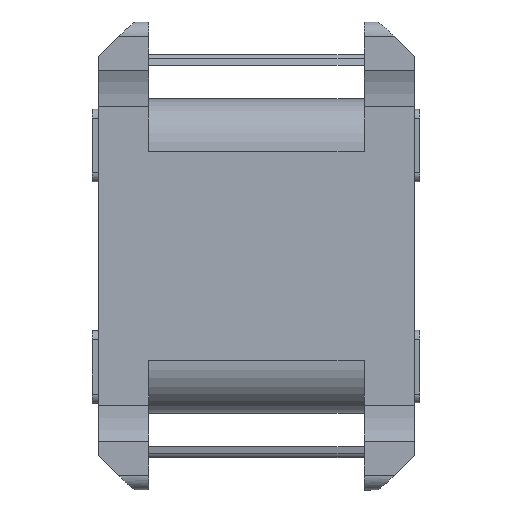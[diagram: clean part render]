
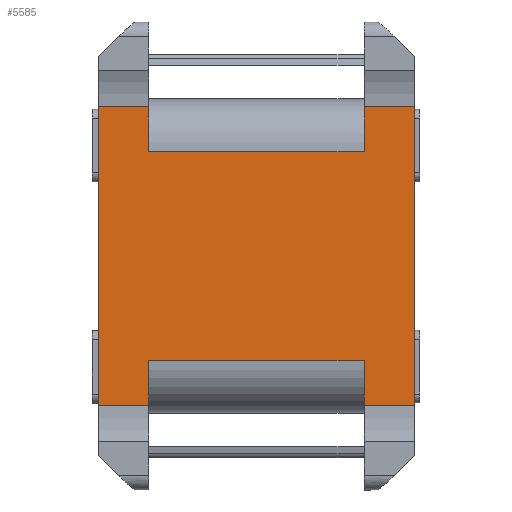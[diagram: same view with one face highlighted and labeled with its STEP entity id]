
A CAD part, top view. The second image highlights one B-rep face of the part: STEP entity #5585.
In plain terms, the highlighted planar face has unit normal (0, 0, 1).
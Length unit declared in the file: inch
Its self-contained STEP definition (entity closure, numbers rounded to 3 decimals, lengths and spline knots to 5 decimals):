
#267 = LINE ( 'NONE', #7394, #7023 ) ;
#395 = VERTEX_POINT ( 'NONE', #6569 ) ;
#543 = VERTEX_POINT ( 'NONE', #6711 ) ;
#581 = CARTESIAN_POINT ( 'NONE',  ( 1.17717, 1.40197, 0.40098 ) ) ;
#634 = ORIENTED_EDGE ( 'NONE', *, *, #6094, .T. ) ;
#677 = VERTEX_POINT ( 'NONE', #5972 ) ;
#695 = ORIENTED_EDGE ( 'NONE', *, *, #2140, .T. ) ;
#745 = VECTOR ( 'NONE', #6727, 39.37008 ) ;
#760 = CARTESIAN_POINT ( 'NONE',  ( 0.15354, 1.65197, 0.40098 ) ) ;
#803 = VERTEX_POINT ( 'NONE', #1591 ) ;
#876 = DIRECTION ( 'NONE',  ( 1., 0., 0. ) ) ;
#969 = VERTEX_POINT ( 'NONE', #6670 ) ;
#1033 = CARTESIAN_POINT ( 'NONE',  ( 1.17717, 0.40748, 0.40098 ) ) ;
#1076 = VERTEX_POINT ( 'NONE', #5297 ) ;
#1174 = DIRECTION ( 'NONE',  ( 1., 0., 0. ) ) ;
#1307 = CARTESIAN_POINT ( 'NONE',  ( -0.08465, 1.80945, 0.40098 ) ) ;
#1431 = LINE ( 'NONE', #6519, #7928 ) ;
#1474 = VERTEX_POINT ( 'NONE', #6391 ) ;
#1591 = CARTESIAN_POINT ( 'NONE',  ( 1.41535, 1.61421, 0.40098 ) ) ;
#1796 = DIRECTION ( 'NONE',  ( -1., 0., 0. ) ) ;
#2012 = VERTEX_POINT ( 'NONE', #3014 ) ;
#2025 = LINE ( 'NONE', #4161, #10139 ) ;
#2131 = DIRECTION ( 'NONE',  ( 0., -1., 0. ) ) ;
#2140 = EDGE_CURVE ( 'NONE', #395, #6894, #3396, .T. ) ;
#2181 = CARTESIAN_POINT ( 'NONE',  ( 1.41535, 1.61421, 0.40098 ) ) ;
#2210 = EDGE_CURVE ( 'NONE', #677, #803, #1431, .T. ) ;
#2444 = CARTESIAN_POINT ( 'NONE',  ( 1.41535, 0.19524, 0.40098 ) ) ;
#2654 = LINE ( 'NONE', #10003, #9142 ) ;
#2797 = ORIENTED_EDGE ( 'NONE', *, *, #4238, .T. ) ;
#2830 = VERTEX_POINT ( 'NONE', #3508 ) ;
#2924 = ORIENTED_EDGE ( 'NONE', *, *, #6760, .F. ) ;
#3014 = CARTESIAN_POINT ( 'NONE',  ( 0.15354, 1.61421, 0.40098 ) ) ;
#3239 = VECTOR ( 'NONE', #6690, 39.37008 ) ;
#3321 = EDGE_CURVE ( 'NONE', #6894, #1076, #9250, .T. ) ;
#3378 = VECTOR ( 'NONE', #9212, 39.37008 ) ;
#3396 = LINE ( 'NONE', #5589, #9278 ) ;
#3447 = ORIENTED_EDGE ( 'NONE', *, *, #3321, .T. ) ;
#3508 = CARTESIAN_POINT ( 'NONE',  ( 0.15354, 1.40197, 0.40098 ) ) ;
#3744 = VERTEX_POINT ( 'NONE', #9070 ) ;
#4161 = CARTESIAN_POINT ( 'NONE',  ( 1.41535, 0.19524, 0.40098 ) ) ;
#4238 = EDGE_CURVE ( 'NONE', #5738, #2830, #267, .T. ) ;
#4440 = DIRECTION ( 'NONE',  ( 0., 1., 0. ) ) ;
#4527 = ORIENTED_EDGE ( 'NONE', *, *, #8189, .T. ) ;
#4678 = VECTOR ( 'NONE', #4440, 39.37008 ) ;
#4789 = AXIS2_PLACEMENT_3D ( 'NONE', #6757, #6682, #1174 ) ;
#4918 = DIRECTION ( 'NONE',  ( 0., 1., 0. ) ) ;
#5049 = LINE ( 'NONE', #8358, #4678 ) ;
#5202 = ORIENTED_EDGE ( 'NONE', *, *, #9337, .T. ) ;
#5297 = CARTESIAN_POINT ( 'NONE',  ( 1.17717, 0.19524, 0.40098 ) ) ;
#5337 = DIRECTION ( 'NONE',  ( 1., 0., 0. ) ) ;
#5467 = LINE ( 'NONE', #2181, #8625 ) ;
#5585 = ADVANCED_FACE ( 'NONE', ( #5886 ), #8286, .T. ) ;
#5589 = CARTESIAN_POINT ( 'NONE',  ( 1.17717, 0.40748, 0.40098 ) ) ;
#5738 = VERTEX_POINT ( 'NONE', #581 ) ;
#5791 = DIRECTION ( 'NONE',  ( 1., 0., 0. ) ) ;
#5886 = FACE_OUTER_BOUND ( 'NONE', #9806, .T. ) ;
#5955 = CARTESIAN_POINT ( 'NONE',  ( 1.17717, 1.65197, 0.40098 ) ) ;
#5972 = CARTESIAN_POINT ( 'NONE',  ( 1.17717, 1.61421, 0.40098 ) ) ;
#6094 = EDGE_CURVE ( 'NONE', #543, #395, #2654, .T. ) ;
#6175 = LINE ( 'NONE', #5955, #3239 ) ;
#6331 = EDGE_CURVE ( 'NONE', #543, #3744, #2025, .T. ) ;
#6391 = CARTESIAN_POINT ( 'NONE',  ( 1.41535, 0.19524, 0.40098 ) ) ;
#6519 = CARTESIAN_POINT ( 'NONE',  ( 1.41535, 1.61421, 0.40098 ) ) ;
#6569 = CARTESIAN_POINT ( 'NONE',  ( 0.15354, 0.40748, 0.40098 ) ) ;
#6670 = CARTESIAN_POINT ( 'NONE',  ( -0.08465, 1.61421, 0.40098 ) ) ;
#6682 = DIRECTION ( 'NONE',  ( 0., 0., 1. ) ) ;
#6690 = DIRECTION ( 'NONE',  ( 0., -1., 0. ) ) ;
#6711 = CARTESIAN_POINT ( 'NONE',  ( 0.15354, 0.19524, 0.40098 ) ) ;
#6727 = DIRECTION ( 'NONE',  ( 0., -1., 0. ) ) ;
#6757 = CARTESIAN_POINT ( 'NONE',  ( 0., 0., 0.40098 ) ) ;
#6760 = EDGE_CURVE ( 'NONE', #1474, #1076, #8271, .T. ) ;
#6873 = VECTOR ( 'NONE', #4918, 39.37008 ) ;
#6894 = VERTEX_POINT ( 'NONE', #1033 ) ;
#6910 = DIRECTION ( 'NONE',  ( 0., 1., 0. ) ) ;
#6972 = ORIENTED_EDGE ( 'NONE', *, *, #2210, .F. ) ;
#7023 = VECTOR ( 'NONE', #1796, 39.37008 ) ;
#7366 = LINE ( 'NONE', #1307, #745 ) ;
#7394 = CARTESIAN_POINT ( 'NONE',  ( 0.15354, 1.40197, 0.40098 ) ) ;
#7676 = VECTOR ( 'NONE', #2131, 39.37008 ) ;
#7722 = EDGE_CURVE ( 'NONE', #969, #2012, #5467, .T. ) ;
#7819 = ORIENTED_EDGE ( 'NONE', *, *, #7722, .F. ) ;
#7928 = VECTOR ( 'NONE', #5791, 39.37008 ) ;
#8055 = ORIENTED_EDGE ( 'NONE', *, *, #6331, .F. ) ;
#8189 = EDGE_CURVE ( 'NONE', #677, #5738, #6175, .T. ) ;
#8203 = LINE ( 'NONE', #760, #6873 ) ;
#8271 = LINE ( 'NONE', #2444, #3378 ) ;
#8286 = PLANE ( 'NONE',  #4789 ) ;
#8337 = CARTESIAN_POINT ( 'NONE',  ( 1.17717, 0.15748, 0.40098 ) ) ;
#8358 = CARTESIAN_POINT ( 'NONE',  ( 1.41535, 0., 0.40098 ) ) ;
#8625 = VECTOR ( 'NONE', #5337, 39.37008 ) ;
#8781 = DIRECTION ( 'NONE',  ( -1., 0., 0. ) ) ;
#9070 = CARTESIAN_POINT ( 'NONE',  ( -0.08465, 0.19524, 0.40098 ) ) ;
#9142 = VECTOR ( 'NONE', #6910, 39.37008 ) ;
#9212 = DIRECTION ( 'NONE',  ( -1., 0., 0. ) ) ;
#9250 = LINE ( 'NONE', #8337, #7676 ) ;
#9278 = VECTOR ( 'NONE', #876, 39.37008 ) ;
#9337 = EDGE_CURVE ( 'NONE', #969, #3744, #7366, .T. ) ;
#9648 = EDGE_CURVE ( 'NONE', #2830, #2012, #8203, .T. ) ;
#9732 = ORIENTED_EDGE ( 'NONE', *, *, #9648, .T. ) ;
#9806 = EDGE_LOOP ( 'NONE', ( #8055, #634, #695, #3447, #2924, #9892, #6972, #4527, #2797, #9732, #7819, #5202 ) ) ;
#9892 = ORIENTED_EDGE ( 'NONE', *, *, #9901, .T. ) ;
#9901 = EDGE_CURVE ( 'NONE', #1474, #803, #5049, .T. ) ;
#10003 = CARTESIAN_POINT ( 'NONE',  ( 0.15354, 0.15748, 0.40098 ) ) ;
#10139 = VECTOR ( 'NONE', #8781, 39.37008 ) ;
